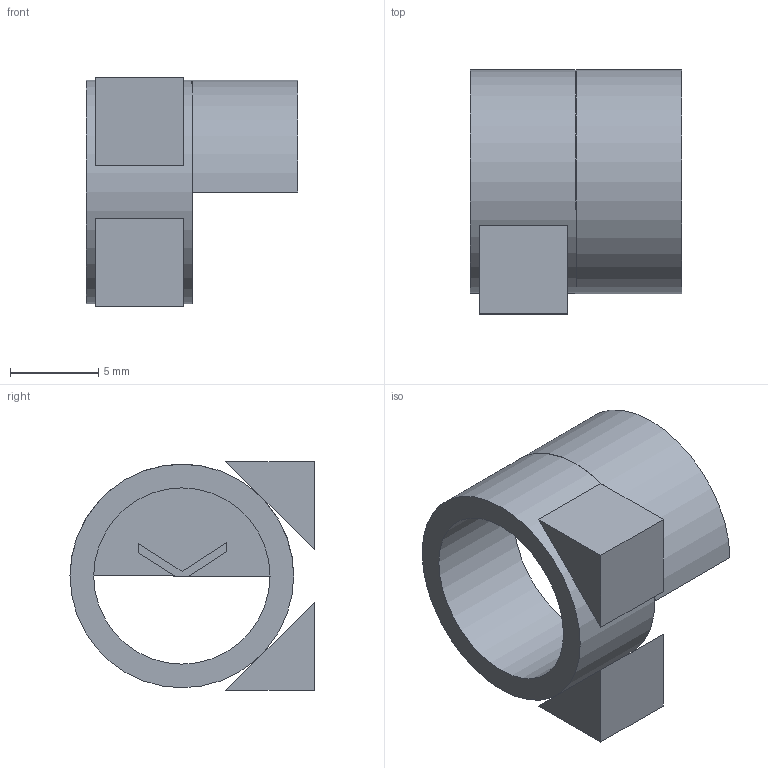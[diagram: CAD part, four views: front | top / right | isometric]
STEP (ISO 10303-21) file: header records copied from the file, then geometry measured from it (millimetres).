
FILE_DESCRIPTION(('FreeCAD Model'),'2;1');
FILE_NAME('Open CASCADE Shape Model','2025-08-08T15:17:34',(''),(''), 'Open CASCADE STEP processor 7.8','FreeCAD','Unknown');
FILE_SCHEMA(('AUTOMOTIVE_DESIGN { 1 0 10303 214 1 1 1 1 }'));
Length unit declared in the file: millimetre
Products named in the file (6): DMirrorR6mmPrismAssembly; Mirror6mmPrismAssembly; 5mmPrism; 5mmPrism001; Cut; Ring
Assembly tree (5 placements, depth 3):
  DMirrorR6mmPrismAssembly
    Mirror6mmPrismAssembly
      5mmPrism
      5mmPrism001
      Cut
    Ring
Bounding box: 12 x 13.85 x 12.96 mm (x, y, z)
Volume: 790.4 mm3; surface area: 1071.9 mm2
Topology: 4 solids, 4 shells, 27 faces, 59 edges, 40 vertices
Faces by surface type: plane 24, cylinder 3
Full cylindrical faces by diameter (mm): 10 x1, 12.681 x1
Entity records: 887 total; most frequent: DIRECTION 133, CARTESIAN_POINT 132, ORIENTED_EDGE 118, EDGE_CURVE 59, LINE 51, VECTOR 51, AXIS2_PLACEMENT_3D 41, VERTEX_POINT 40
